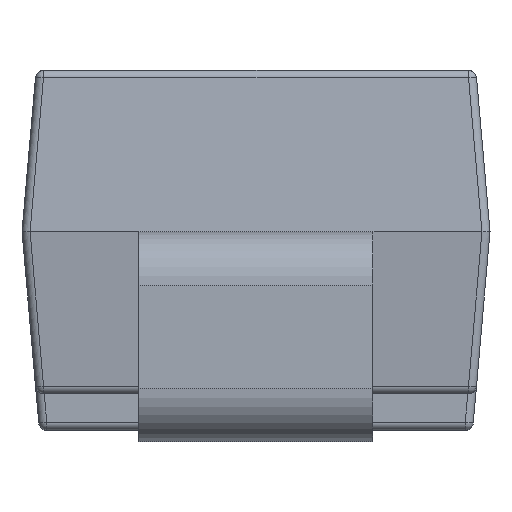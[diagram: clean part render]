
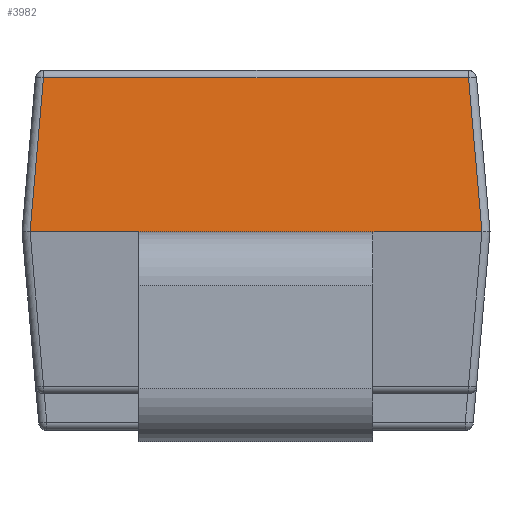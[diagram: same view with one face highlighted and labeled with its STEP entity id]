
A CAD part, left-side view. The second image highlights one B-rep face of the part: STEP entity #3982.
In plain terms, the highlighted planar face has unit normal (-0.996, 0, 0.087).
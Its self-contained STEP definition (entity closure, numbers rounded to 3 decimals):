
#309=FACE_OUTER_BOUND('',#547,.T.);
#547=EDGE_LOOP('',(#2633,#2634,#2635,#2636,#2637,#2638));
#853=LINE('',#6298,#1252);
#854=LINE('',#6300,#1253);
#855=LINE('',#6302,#1254);
#856=LINE('',#6304,#1255);
#857=LINE('',#6306,#1256);
#858=LINE('',#6307,#1257);
#1252=VECTOR('',#4542,1000.);
#1253=VECTOR('',#4543,1000.);
#1254=VECTOR('',#4544,1000.);
#1255=VECTOR('',#4545,1000.);
#1256=VECTOR('',#4546,1000.);
#1257=VECTOR('',#4547,1000.);
#1694=VERTEX_POINT('',#6296);
#1695=VERTEX_POINT('',#6297);
#1696=VERTEX_POINT('',#6299);
#1697=VERTEX_POINT('',#6301);
#1698=VERTEX_POINT('',#6303);
#1699=VERTEX_POINT('',#6305);
#2060=EDGE_CURVE('',#1694,#1695,#853,.T.);
#2061=EDGE_CURVE('',#1695,#1696,#854,.T.);
#2062=EDGE_CURVE('',#1696,#1697,#855,.T.);
#2063=EDGE_CURVE('',#1697,#1698,#856,.T.);
#2064=EDGE_CURVE('',#1698,#1699,#857,.T.);
#2065=EDGE_CURVE('',#1699,#1694,#858,.T.);
#2633=ORIENTED_EDGE('',*,*,#2060,.T.);
#2634=ORIENTED_EDGE('',*,*,#2061,.T.);
#2635=ORIENTED_EDGE('',*,*,#2062,.T.);
#2636=ORIENTED_EDGE('',*,*,#2063,.T.);
#2637=ORIENTED_EDGE('',*,*,#2064,.T.);
#2638=ORIENTED_EDGE('',*,*,#2065,.T.);
#3661=PLANE('',#4222);
#3982=ADVANCED_FACE('',(#309),#3661,.T.);
#4222=AXIS2_PLACEMENT_3D('',#6295,#4540,#4541);
#4540=DIRECTION('center_axis',(-0.996,0.,
0.087));
#4541=DIRECTION('ref_axis',(-0.087,0.,-0.996));
#4542=DIRECTION('',(0.,1.,0.));
#4543=DIRECTION('',(-0.087,0.087,-0.992));
#4544=DIRECTION('',(0.,-1.,0.));
#4545=DIRECTION('',(0.,-1.,0.));
#4546=DIRECTION('',(0.,-1.,0.));
#4547=DIRECTION('',(0.087,0.087,0.992));
#6295=CARTESIAN_POINT('Origin',(-2.25,-1.45,1.3));
#6296=CARTESIAN_POINT('',(-2.167,-1.317,2.254));
#6297=CARTESIAN_POINT('',(-2.167,1.317,2.254));
#6298=CARTESIAN_POINT('',(-2.167,-1.45,2.254));
#6299=CARTESIAN_POINT('',(-2.25,1.4,1.3));
#6300=CARTESIAN_POINT('',(-2.229,1.379,1.546));
#6301=CARTESIAN_POINT('',(-2.25,0.725,1.3));
#6302=CARTESIAN_POINT('',(-2.25,-1.45,1.3));
#6303=CARTESIAN_POINT('',(-2.25,-0.725,1.3));
#6304=CARTESIAN_POINT('',(-2.25,-1.45,1.3));
#6305=CARTESIAN_POINT('',(-2.25,-1.4,1.3));
#6306=CARTESIAN_POINT('',(-2.25,-1.45,1.3));
#6307=CARTESIAN_POINT('',(-2.25,-1.401,1.296));
